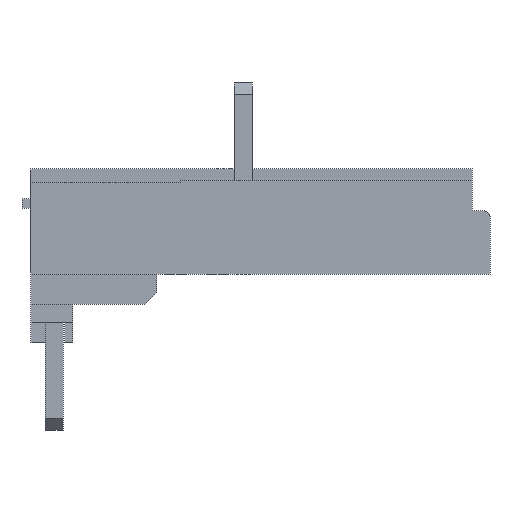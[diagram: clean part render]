
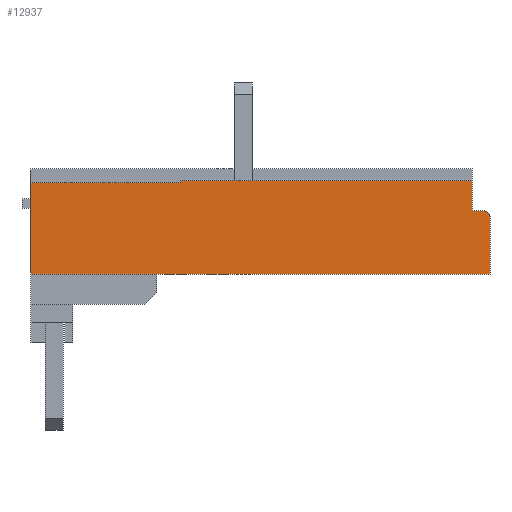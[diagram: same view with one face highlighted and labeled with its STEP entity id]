
A CAD part, left-side view. The second image highlights one B-rep face of the part: STEP entity #12937.
In plain terms, the highlighted planar face has unit normal (-1, 0, 0).
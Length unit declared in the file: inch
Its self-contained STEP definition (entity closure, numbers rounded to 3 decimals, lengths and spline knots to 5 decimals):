
#149 = LINE ( 'NONE', #1712, #20484 ) ;
#209 = ORIENTED_EDGE ( 'NONE', *, *, #12655, .T. ) ;
#319 = VECTOR ( 'NONE', #19893, 39.37008 ) ;
#502 = CARTESIAN_POINT ( 'NONE',  ( -1.37795, 0.25591, 0.54921 ) ) ;
#1040 = CIRCLE ( 'NONE', #11399, 0.03937 ) ;
#1237 = VERTEX_POINT ( 'NONE', #17952 ) ;
#1313 = CARTESIAN_POINT ( 'NONE',  ( -1.37795, 0.25591, 0.56102 ) ) ;
#1555 = CARTESIAN_POINT ( 'NONE',  ( -1.37795, -1.77165, 0.3248 ) ) ;
#1712 = CARTESIAN_POINT ( 'NONE',  ( -1.37795, -1.65354, -0.04921 ) ) ;
#1768 = VECTOR ( 'NONE', #5514, 39.37008 ) ;
#1902 = ORIENTED_EDGE ( 'NONE', *, *, #5350, .T. ) ;
#2244 = CARTESIAN_POINT ( 'NONE',  ( -1.37795, 0., -0.04921 ) ) ;
#2258 = VERTEX_POINT ( 'NONE', #1555 ) ;
#2344 = EDGE_CURVE ( 'NONE', #2258, #16467, #1040, .T. ) ;
#2351 = ORIENTED_EDGE ( 'NONE', *, *, #7670, .T. ) ;
#2611 = VERTEX_POINT ( 'NONE', #6234 ) ;
#2784 = VECTOR ( 'NONE', #5920, 39.37008 ) ;
#3331 = ORIENTED_EDGE ( 'NONE', *, *, #13311, .T. ) ;
#3527 = VERTEX_POINT ( 'NONE', #502 ) ;
#3741 = EDGE_CURVE ( 'NONE', #14853, #10142, #3846, .T. ) ;
#3846 = LINE ( 'NONE', #8644, #1768 ) ;
#3916 = DIRECTION ( 'NONE',  ( 0., 1., 0. ) ) ;
#4107 = ORIENTED_EDGE ( 'NONE', *, *, #18931, .F. ) ;
#4316 = EDGE_CURVE ( 'NONE', #1237, #13495, #11804, .T. ) ;
#5350 = EDGE_CURVE ( 'NONE', #14853, #10491, #15293, .T. ) ;
#5460 = VECTOR ( 'NONE', #3916, 39.37008 ) ;
#5487 = CARTESIAN_POINT ( 'NONE',  ( -1.37795, 1.24016, 0.54921 ) ) ;
#5514 = DIRECTION ( 'NONE',  ( 0., 0., 1. ) ) ;
#5801 = DIRECTION ( 'NONE',  ( 0., 0., 1. ) ) ;
#5920 = DIRECTION ( 'NONE',  ( 0., 0., -1. ) ) ;
#6154 = VECTOR ( 'NONE', #13034, 39.37008 ) ;
#6234 = CARTESIAN_POINT ( 'NONE',  ( -1.37795, -1.65354, 0.36417 ) ) ;
#6337 = LINE ( 'NONE', #1313, #2784 ) ;
#6505 = DIRECTION ( 'NONE',  ( 0., 1., 0. ) ) ;
#6601 = CARTESIAN_POINT ( 'NONE',  ( -1.37795, 1.1811, 0.36417 ) ) ;
#6986 = DIRECTION ( 'NONE',  ( -1., 0., 0. ) ) ;
#7063 = DIRECTION ( 'NONE',  ( -1., 0., 0. ) ) ;
#7336 = VECTOR ( 'NONE', #6505, 39.37008 ) ;
#7670 = EDGE_CURVE ( 'NONE', #16467, #2611, #8376, .T. ) ;
#7824 = ORIENTED_EDGE ( 'NONE', *, *, #20644, .T. ) ;
#8376 = LINE ( 'NONE', #6601, #7336 ) ;
#8439 = LINE ( 'NONE', #19716, #6154 ) ;
#8644 = CARTESIAN_POINT ( 'NONE',  ( -1.37795, 1.24016, -0.04921 ) ) ;
#8929 = CARTESIAN_POINT ( 'NONE',  ( -1.37795, 1.1811, -0.04921 ) ) ;
#9739 = CARTESIAN_POINT ( 'NONE',  ( -1.37795, -1.77165, -0.04921 ) ) ;
#10142 = VERTEX_POINT ( 'NONE', #5487 ) ;
#10491 = VERTEX_POINT ( 'NONE', #9739 ) ;
#10981 = CARTESIAN_POINT ( 'NONE',  ( -1.37795, 0.25591, 0.56102 ) ) ;
#11399 = AXIS2_PLACEMENT_3D ( 'NONE', #16197, #6986, #17752 ) ;
#11804 = LINE ( 'NONE', #16308, #18130 ) ;
#12318 = ORIENTED_EDGE ( 'NONE', *, *, #4316, .T. ) ;
#12479 = AXIS2_PLACEMENT_3D ( 'NONE', #8929, #7063, #5801 ) ;
#12655 = EDGE_CURVE ( 'NONE', #13495, #3527, #6337, .T. ) ;
#12937 = ADVANCED_FACE ( 'NONE', ( #13331 ), #18437, .T. ) ;
#13034 = DIRECTION ( 'NONE',  ( 0., 0., -1. ) ) ;
#13100 = DIRECTION ( 'NONE',  ( 0., 0., 1. ) ) ;
#13311 = EDGE_CURVE ( 'NONE', #2611, #1237, #149, .T. ) ;
#13331 = FACE_OUTER_BOUND ( 'NONE', #20539, .T. ) ;
#13495 = VERTEX_POINT ( 'NONE', #10981 ) ;
#13725 = CARTESIAN_POINT ( 'NONE',  ( -1.37795, -1.73228, 0.36417 ) ) ;
#13730 = ORIENTED_EDGE ( 'NONE', *, *, #3741, .F. ) ;
#14853 = VERTEX_POINT ( 'NONE', #15520 ) ;
#14986 = CARTESIAN_POINT ( 'NONE',  ( -1.37795, 1.1811, 0.54921 ) ) ;
#15293 = LINE ( 'NONE', #2244, #319 ) ;
#15520 = CARTESIAN_POINT ( 'NONE',  ( -1.37795, 1.24016, -0.04921 ) ) ;
#16197 = CARTESIAN_POINT ( 'NONE',  ( -1.37795, -1.73228, 0.3248 ) ) ;
#16308 = CARTESIAN_POINT ( 'NONE',  ( -1.37795, 1.1811, 0.56102 ) ) ;
#16467 = VERTEX_POINT ( 'NONE', #13725 ) ;
#17752 = DIRECTION ( 'NONE',  ( 0., 0., 1. ) ) ;
#17763 = DIRECTION ( 'NONE',  ( 0., 1., 0. ) ) ;
#17952 = CARTESIAN_POINT ( 'NONE',  ( -1.37795, -1.65354, 0.56102 ) ) ;
#18130 = VECTOR ( 'NONE', #17763, 39.37008 ) ;
#18221 = LINE ( 'NONE', #14986, #5460 ) ;
#18437 = PLANE ( 'NONE',  #12479 ) ;
#18931 = EDGE_CURVE ( 'NONE', #2258, #10491, #8439, .T. ) ;
#19716 = CARTESIAN_POINT ( 'NONE',  ( -1.37795, -1.77165, -0.04921 ) ) ;
#19893 = DIRECTION ( 'NONE',  ( 0., -1., 0. ) ) ;
#20083 = ORIENTED_EDGE ( 'NONE', *, *, #2344, .T. ) ;
#20484 = VECTOR ( 'NONE', #13100, 39.37008 ) ;
#20539 = EDGE_LOOP ( 'NONE', ( #4107, #20083, #2351, #3331, #12318, #209, #7824, #13730, #1902 ) ) ;
#20644 = EDGE_CURVE ( 'NONE', #3527, #10142, #18221, .T. ) ;
